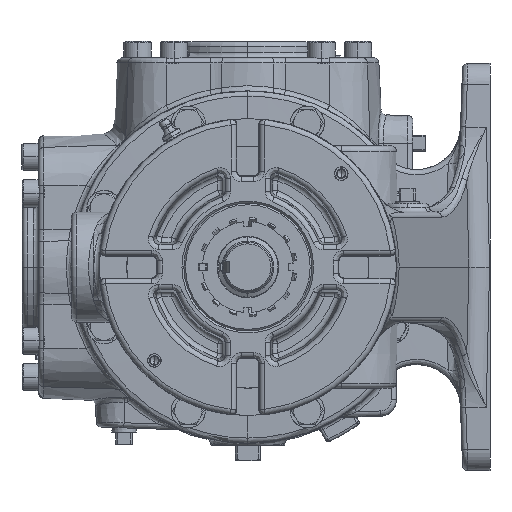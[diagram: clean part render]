
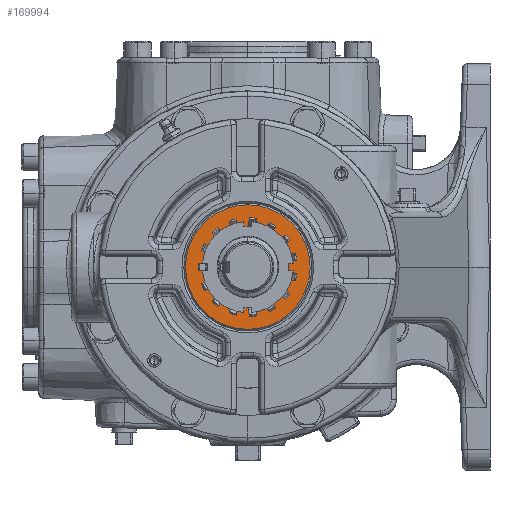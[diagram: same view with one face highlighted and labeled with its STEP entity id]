
A CAD part, left-side view. The second image highlights one B-rep face of the part: STEP entity #169994.
In plain terms, the highlighted planar face has unit normal (-1, 0, 0).
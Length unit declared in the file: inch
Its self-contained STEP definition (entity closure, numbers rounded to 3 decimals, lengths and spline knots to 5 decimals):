
#7437 = DIRECTION ( 'NONE',  ( 0., 0., 1. ) ) ;
#14901 = CIRCLE ( 'NONE', #73793, 0.855 ) ;
#28129 = DIRECTION ( 'NONE',  ( 0., 0., -1. ) ) ;
#29037 = CIRCLE ( 'NONE', #95796, 1.415 ) ;
#30192 = AXIS2_PLACEMENT_3D ( 'NONE', #60564, #80204, #212036 ) ;
#36380 = EDGE_CURVE ( 'NONE', #111717, #97045, #29037, .T. ) ;
#46625 = CARTESIAN_POINT ( 'NONE',  ( -10.75474, 0.855, 0. ) ) ;
#49474 = VERTEX_POINT ( 'NONE', #127280 ) ;
#54087 = AXIS2_PLACEMENT_3D ( 'NONE', #46625, #196768, #28129 ) ;
#60564 = CARTESIAN_POINT ( 'NONE',  ( -10.75474, 0., 0. ) ) ;
#62231 = DIRECTION ( 'NONE',  ( 0., 0., 1. ) ) ;
#69717 = AXIS2_PLACEMENT_3D ( 'NONE', #155654, #177795, #62231 ) ;
#73793 = AXIS2_PLACEMENT_3D ( 'NONE', #178478, #101013, #7437 ) ;
#75736 = EDGE_LOOP ( 'NONE', ( #156021, #170185 ) ) ;
#80204 = DIRECTION ( 'NONE',  ( -1., 0., 0. ) ) ;
#89680 = VERTEX_POINT ( 'NONE', #223055 ) ;
#89800 = CARTESIAN_POINT ( 'NONE',  ( -10.75474, 0., -1.415 ) ) ;
#95796 = AXIS2_PLACEMENT_3D ( 'NONE', #158316, #190504, #139863 ) ;
#97045 = VERTEX_POINT ( 'NONE', #89800 ) ;
#98136 = EDGE_CURVE ( 'NONE', #89680, #49474, #14901, .T. ) ;
#101013 = DIRECTION ( 'NONE',  ( -1., 0., 0. ) ) ;
#101327 = EDGE_CURVE ( 'NONE', #49474, #89680, #163622, .T. ) ;
#109795 = CARTESIAN_POINT ( 'NONE',  ( -10.75474, 0., 1.415 ) ) ;
#111717 = VERTEX_POINT ( 'NONE', #109795 ) ;
#123972 = FACE_OUTER_BOUND ( 'NONE', #75736, .T. ) ;
#127280 = CARTESIAN_POINT ( 'NONE',  ( -10.75474, 0., -0.855 ) ) ;
#135016 = ORIENTED_EDGE ( 'NONE', *, *, #101327, .F. ) ;
#139863 = DIRECTION ( 'NONE',  ( 0., 0., 1. ) ) ;
#148459 = EDGE_LOOP ( 'NONE', ( #224238, #135016 ) ) ;
#155654 = CARTESIAN_POINT ( 'NONE',  ( -10.75474, 0., 0. ) ) ;
#156021 = ORIENTED_EDGE ( 'NONE', *, *, #228491, .T. ) ;
#158316 = CARTESIAN_POINT ( 'NONE',  ( -10.75474, 0., 0. ) ) ;
#158506 = FACE_BOUND ( 'NONE', #148459, .T. ) ;
#160170 = CIRCLE ( 'NONE', #69717, 1.415 ) ;
#163622 = CIRCLE ( 'NONE', #30192, 0.855 ) ;
#169994 = ADVANCED_FACE ( 'NONE', ( #158506, #123972 ), #177033, .F. ) ;
#170185 = ORIENTED_EDGE ( 'NONE', *, *, #36380, .T. ) ;
#177033 = PLANE ( 'NONE',  #54087 ) ;
#177795 = DIRECTION ( 'NONE',  ( -1., 0., 0. ) ) ;
#178478 = CARTESIAN_POINT ( 'NONE',  ( -10.75474, 0., 0. ) ) ;
#190504 = DIRECTION ( 'NONE',  ( -1., 0., 0. ) ) ;
#196768 = DIRECTION ( 'NONE',  ( 1., 0., 0. ) ) ;
#212036 = DIRECTION ( 'NONE',  ( 0., 0., 1. ) ) ;
#223055 = CARTESIAN_POINT ( 'NONE',  ( -10.75474, 0., 0.855 ) ) ;
#224238 = ORIENTED_EDGE ( 'NONE', *, *, #98136, .F. ) ;
#228491 = EDGE_CURVE ( 'NONE', #97045, #111717, #160170, .T. ) ;
